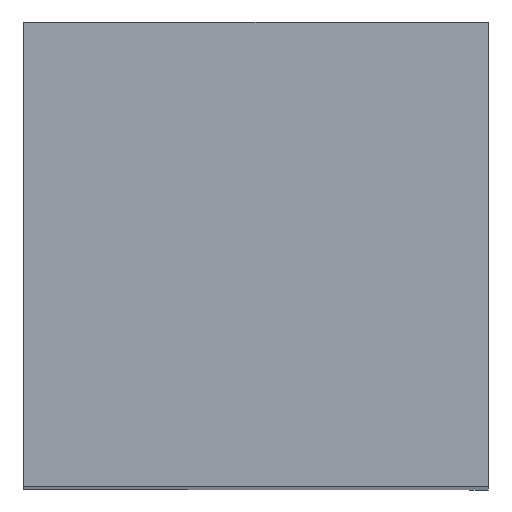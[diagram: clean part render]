
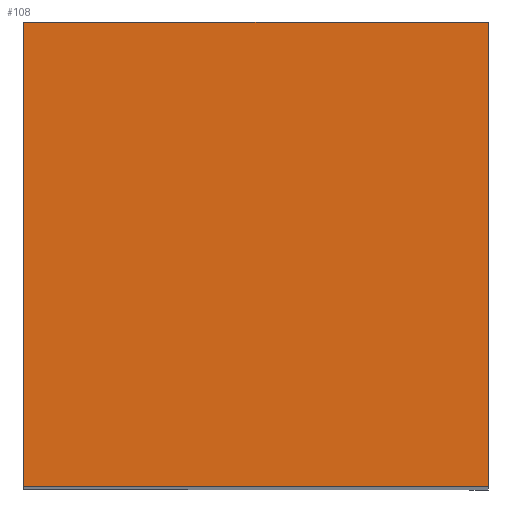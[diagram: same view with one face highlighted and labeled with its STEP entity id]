
A CAD part, top view. The second image highlights one B-rep face of the part: STEP entity #108.
In plain terms, the highlighted planar face has unit normal (0, 0, 1).
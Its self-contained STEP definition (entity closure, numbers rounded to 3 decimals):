
#108=ADVANCED_FACE('',(#122),#115,.T.);
#115=PLANE('',#222);
#122=FACE_OUTER_BOUND('',#129,.T.);
#129=EDGE_LOOP('',(#150,#151,#152,#153));
#150=ORIENTED_EDGE('',*,*,#184,.F.);
#151=ORIENTED_EDGE('',*,*,#175,.F.);
#152=ORIENTED_EDGE('',*,*,#182,.T.);
#153=ORIENTED_EDGE('',*,*,#186,.T.);
#163=VERTEX_POINT('',#259);
#165=VERTEX_POINT('',#263);
#170=VERTEX_POINT('',#277);
#171=VERTEX_POINT('',#282);
#175=EDGE_CURVE('',#165,#163,#190,.T.);
#182=EDGE_CURVE('',#165,#170,#197,.T.);
#184=EDGE_CURVE('',#163,#171,#199,.T.);
#186=EDGE_CURVE('',#170,#171,#201,.T.);
#190=LINE('',#264,#205);
#197=LINE('',#278,#212);
#199=LINE('',#281,#214);
#201=LINE('',#285,#216);
#205=VECTOR('',#230,1.);
#212=VECTOR('',#241,1.);
#214=VECTOR('',#245,1.);
#216=VECTOR('',#249,1.);
#222=AXIS2_PLACEMENT_3D('',#286,#250,#251);
#230=DIRECTION('',(0.,-1.,0.));
#241=DIRECTION('',(-1.,0.,0.));
#245=DIRECTION('',(-1.,0.,0.));
#249=DIRECTION('',(0.,-1.,0.));
#250=DIRECTION('',(0.,0.,1.));
#251=DIRECTION('',(1.,0.,0.));
#259=CARTESIAN_POINT('',(12.675,0.,0.));
#263=CARTESIAN_POINT('',(12.675,12.675,0.));
#264=CARTESIAN_POINT('',(12.675,12.675,0.));
#277=CARTESIAN_POINT('',(0.,12.675,0.));
#278=CARTESIAN_POINT('',(12.675,12.675,0.));
#281=CARTESIAN_POINT('',(12.675,0.,0.));
#282=CARTESIAN_POINT('',(0.,0.,0.));
#285=CARTESIAN_POINT('',(0.,12.675,0.));
#286=CARTESIAN_POINT('',(12.675,12.675,0.));
